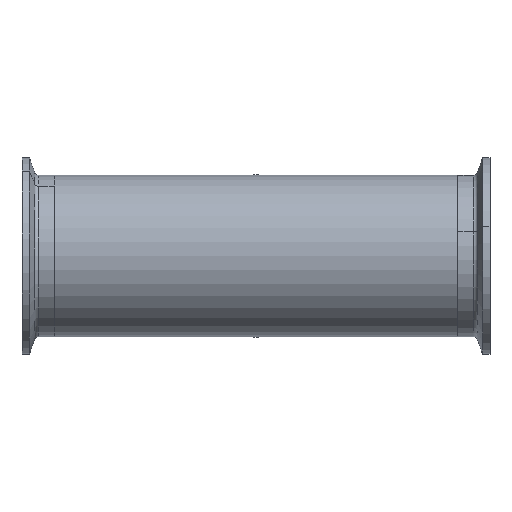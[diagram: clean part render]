
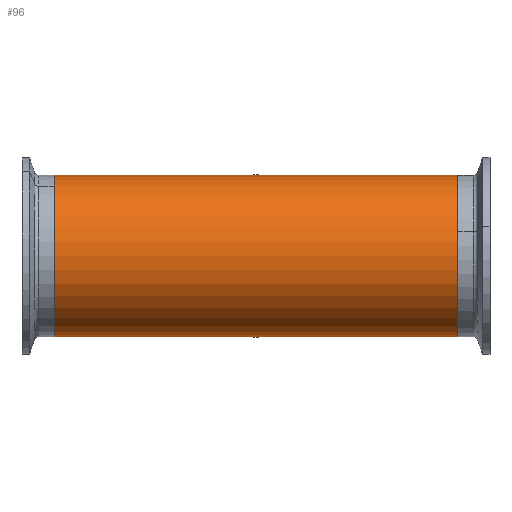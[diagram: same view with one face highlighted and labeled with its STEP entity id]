
A CAD part, front view. The second image highlights one B-rep face of the part: STEP entity #96.
In plain terms, the highlighted cylindrical face has radius 31.75 mm (diameter 63.5 mm), a partial arc.
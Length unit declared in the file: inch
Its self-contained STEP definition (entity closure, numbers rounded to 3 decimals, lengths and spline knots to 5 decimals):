
#96 = ADVANCED_FACE ( 'NONE', ( #3344 ), #1827, .T. ) ;
#102 = CARTESIAN_POINT ( 'NONE',  ( -3.12598, 0., -1.25 ) ) ;
#177 = ORIENTED_EDGE ( 'NONE', *, *, #1655, .T. ) ;
#272 = DIRECTION ( 'NONE',  ( 1., 0., 0. ) ) ;
#303 = VERTEX_POINT ( 'NONE', #1596 ) ;
#466 = EDGE_CURVE ( 'NONE', #303, #841, #1599, .T. ) ;
#472 = ORIENTED_EDGE ( 'NONE', *, *, #466, .F. ) ;
#728 = CARTESIAN_POINT ( 'NONE',  ( 3.12598, 0., 1.25 ) ) ;
#841 = VERTEX_POINT ( 'NONE', #102 ) ;
#892 = VECTOR ( 'NONE', #1390, 39.37008 ) ;
#1119 = DIRECTION ( 'NONE',  ( -1., 0., 0. ) ) ;
#1173 = ORIENTED_EDGE ( 'NONE', *, *, #1411, .F. ) ;
#1247 = DIRECTION ( 'NONE',  ( 0., 0., 1. ) ) ;
#1267 = ORIENTED_EDGE ( 'NONE', *, *, #3029, .T. ) ;
#1369 = CARTESIAN_POINT ( 'NONE',  ( -3.12598, 0., 0. ) ) ;
#1390 = DIRECTION ( 'NONE',  ( -1., 0., 0. ) ) ;
#1405 = LINE ( 'NONE', #2135, #2155 ) ;
#1411 = EDGE_CURVE ( 'NONE', #2229, #303, #2546, .T. ) ;
#1596 = CARTESIAN_POINT ( 'NONE',  ( 3.12598, 0., -1.25 ) ) ;
#1599 = LINE ( 'NONE', #3178, #892 ) ;
#1655 = EDGE_CURVE ( 'NONE', #2229, #1875, #1405, .T. ) ;
#1827 = CYLINDRICAL_SURFACE ( 'NONE', #2773, 1.25 ) ;
#1875 = VERTEX_POINT ( 'NONE', #2315 ) ;
#1897 = CARTESIAN_POINT ( 'NONE',  ( 3.12598, 0., 0. ) ) ;
#1903 = DIRECTION ( 'NONE',  ( 1., 0., 0. ) ) ;
#2053 = AXIS2_PLACEMENT_3D ( 'NONE', #1369, #272, #2884 ) ;
#2135 = CARTESIAN_POINT ( 'NONE',  ( 3.12598, 0., 1.25 ) ) ;
#2155 = VECTOR ( 'NONE', #1119, 39.37008 ) ;
#2229 = VERTEX_POINT ( 'NONE', #728 ) ;
#2315 = CARTESIAN_POINT ( 'NONE',  ( -3.12598, 0., 1.25 ) ) ;
#2546 = CIRCLE ( 'NONE', #2992, 1.25 ) ;
#2693 = EDGE_LOOP ( 'NONE', ( #472, #1173, #177, #1267 ) ) ;
#2773 = AXIS2_PLACEMENT_3D ( 'NONE', #3069, #3328, #1247 ) ;
#2883 = DIRECTION ( 'NONE',  ( 0., 0., -1. ) ) ;
#2884 = DIRECTION ( 'NONE',  ( 0., 0., -1. ) ) ;
#2992 = AXIS2_PLACEMENT_3D ( 'NONE', #1897, #1903, #2883 ) ;
#3029 = EDGE_CURVE ( 'NONE', #1875, #841, #3047, .T. ) ;
#3047 = CIRCLE ( 'NONE', #2053, 1.25 ) ;
#3069 = CARTESIAN_POINT ( 'NONE',  ( 3.12598, 0., 0. ) ) ;
#3178 = CARTESIAN_POINT ( 'NONE',  ( 3.12598, 0., -1.25 ) ) ;
#3328 = DIRECTION ( 'NONE',  ( -1., 0., 0. ) ) ;
#3344 = FACE_OUTER_BOUND ( 'NONE', #2693, .T. ) ;
